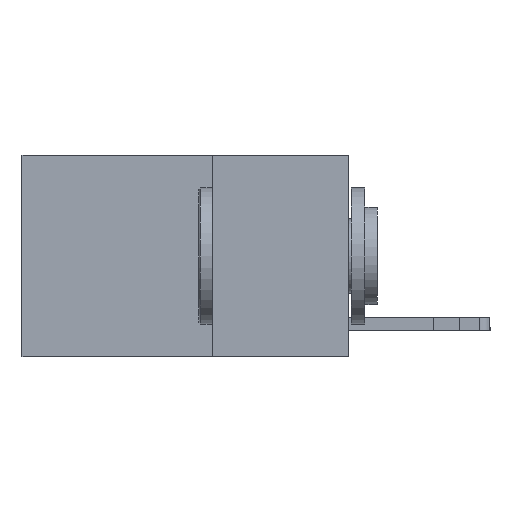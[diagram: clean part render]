
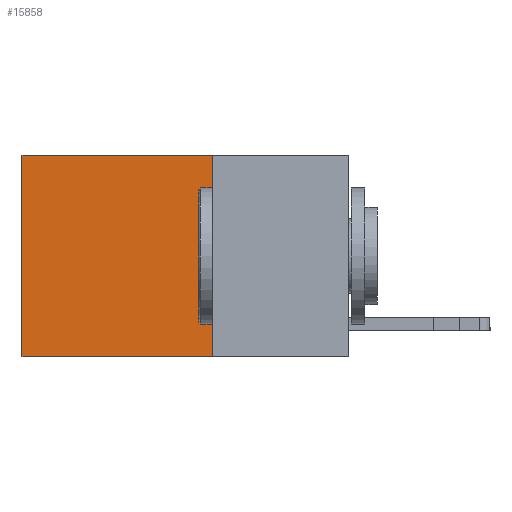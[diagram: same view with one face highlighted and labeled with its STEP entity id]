
A CAD part, left-side view. The second image highlights one B-rep face of the part: STEP entity #15858.
In plain terms, the highlighted planar face has unit normal (-1, 0, 0).
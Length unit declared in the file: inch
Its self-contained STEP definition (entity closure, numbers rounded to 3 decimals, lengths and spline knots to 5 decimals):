
#289 = CARTESIAN_POINT ( 'NONE',  ( 0.2625, 0.25, 0. ) ) ;
#378 = DIRECTION ( 'NONE',  ( 0., 0., -1. ) ) ;
#485 = EDGE_CURVE ( 'NONE', #16401, #1528, #7414, .T. ) ;
#1528 = VERTEX_POINT ( 'NONE', #11824 ) ;
#2116 = ORIENTED_EDGE ( 'NONE', *, *, #5193, .T. ) ;
#2135 = ORIENTED_EDGE ( 'NONE', *, *, #9563, .F. ) ;
#2352 = VECTOR ( 'NONE', #13873, 39.37008 ) ;
#2585 = DIRECTION ( 'NONE',  ( 0., 1., 0. ) ) ;
#2743 = ORIENTED_EDGE ( 'NONE', *, *, #8450, .F. ) ;
#3060 = FACE_OUTER_BOUND ( 'NONE', #17733, .T. ) ;
#3703 = VERTEX_POINT ( 'NONE', #7916 ) ;
#4743 = VECTOR ( 'NONE', #11107, 39.37008 ) ;
#5193 = EDGE_CURVE ( 'NONE', #3703, #16401, #8321, .T. ) ;
#5747 = VECTOR ( 'NONE', #5837, 39.37008 ) ;
#5837 = DIRECTION ( 'NONE',  ( 0., 0., -1. ) ) ;
#6603 = CARTESIAN_POINT ( 'NONE',  ( 0.2625, 0.25, -0.37 ) ) ;
#7414 = LINE ( 'NONE', #13096, #5747 ) ;
#7674 = VERTEX_POINT ( 'NONE', #6603 ) ;
#7916 = CARTESIAN_POINT ( 'NONE',  ( 0.2625, 0.25, 0. ) ) ;
#8321 = LINE ( 'NONE', #15321, #4743 ) ;
#8450 = EDGE_CURVE ( 'NONE', #3703, #7674, #13364, .T. ) ;
#9161 = CARTESIAN_POINT ( 'NONE',  ( 0.2625, 0.25, 0. ) ) ;
#9563 = EDGE_CURVE ( 'NONE', #7674, #1528, #15260, .T. ) ;
#11107 = DIRECTION ( 'NONE',  ( 0., 1., 0. ) ) ;
#11824 = CARTESIAN_POINT ( 'NONE',  ( 0.2625, 0.6, -0.37 ) ) ;
#11873 = ORIENTED_EDGE ( 'NONE', *, *, #485, .T. ) ;
#12608 = VECTOR ( 'NONE', #2585, 39.37008 ) ;
#13033 = PLANE ( 'NONE',  #14821 ) ;
#13096 = CARTESIAN_POINT ( 'NONE',  ( 0.2625, 0.6, 0. ) ) ;
#13364 = LINE ( 'NONE', #9161, #2352 ) ;
#13873 = DIRECTION ( 'NONE',  ( 0., 0., -1. ) ) ;
#14821 = AXIS2_PLACEMENT_3D ( 'NONE', #289, #17131, #378 ) ;
#15260 = LINE ( 'NONE', #15350, #12608 ) ;
#15321 = CARTESIAN_POINT ( 'NONE',  ( 0.2625, 0.25, 0. ) ) ;
#15350 = CARTESIAN_POINT ( 'NONE',  ( 0.2625, 0.25, -0.37 ) ) ;
#15858 = ADVANCED_FACE ( 'NONE', ( #3060 ), #13033, .F. ) ;
#16401 = VERTEX_POINT ( 'NONE', #17208 ) ;
#17131 = DIRECTION ( 'NONE',  ( 1., 0., 0. ) ) ;
#17208 = CARTESIAN_POINT ( 'NONE',  ( 0.2625, 0.6, 0. ) ) ;
#17733 = EDGE_LOOP ( 'NONE', ( #11873, #2135, #2743, #2116 ) ) ;
